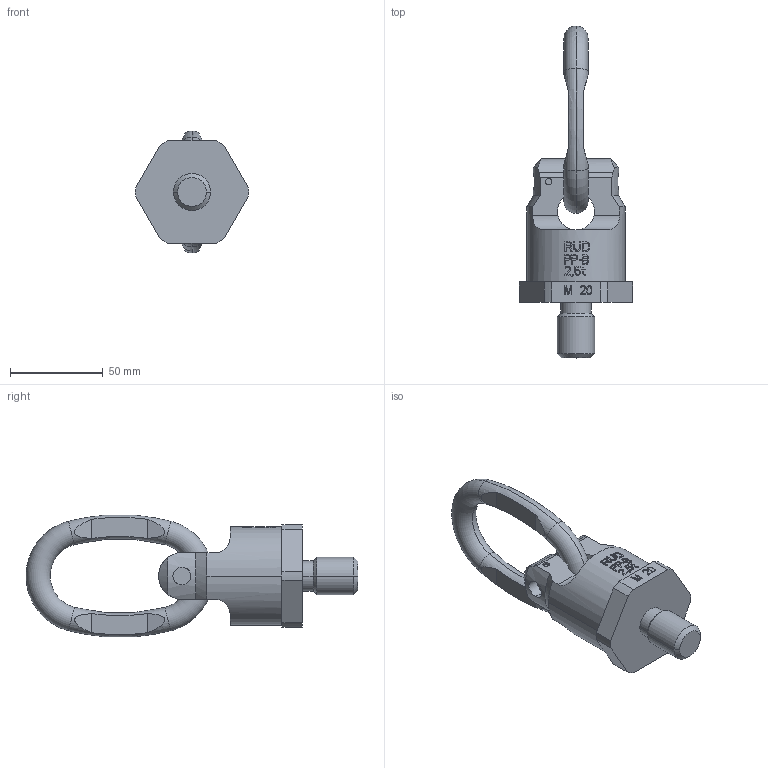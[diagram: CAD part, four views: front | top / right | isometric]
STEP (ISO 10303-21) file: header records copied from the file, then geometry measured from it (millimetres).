
FILE_DESCRIPTION((''),'2;1');
FILE_NAME('001-M31442-P11_ASM','2004-10-07T',('Leichs'),(''),'PRO/ENGINEER BY PARAMETRIC TECHNOLOGY CORPORATION, 2001400','PRO/ENGINEER BY PARAMETRIC TECHNOLOGY CORPORATION, 2001400','');
FILE_SCHEMA(('CONFIG_CONTROL_DESIGN'));
Length unit declared in the file: millimetre
Products named in the file (4): 001-M31442-005; 001-M31442-002; 001-M31290-002; 001-M31442-P11_ASM
Assembly tree (3 placements, depth 2):
  001-M31442-P11_ASM
    001-M31442-005
    001-M31442-002
    001-M31290-002
Bounding box: 60.98 x 179 x 65.65 mm (x, y, z)
Volume: 158101.7 mm3; surface area: 33444.2 mm2
Topology: 3 solids, 3 shells, 451 faces, 1235 edges, 818 vertices
Faces by surface type: plane 387, cylinder 48, cone 8, torus 8
Entity records: 14710 total; most frequent: CARTESIAN_POINT 3684, ORIENTED_EDGE 2470, DIRECTION 1965, EDGE_CURVE 1235, VERTEX_POINT 818, VECTOR 697, LINE 697, AXIS2_PLACEMENT_3D 634
